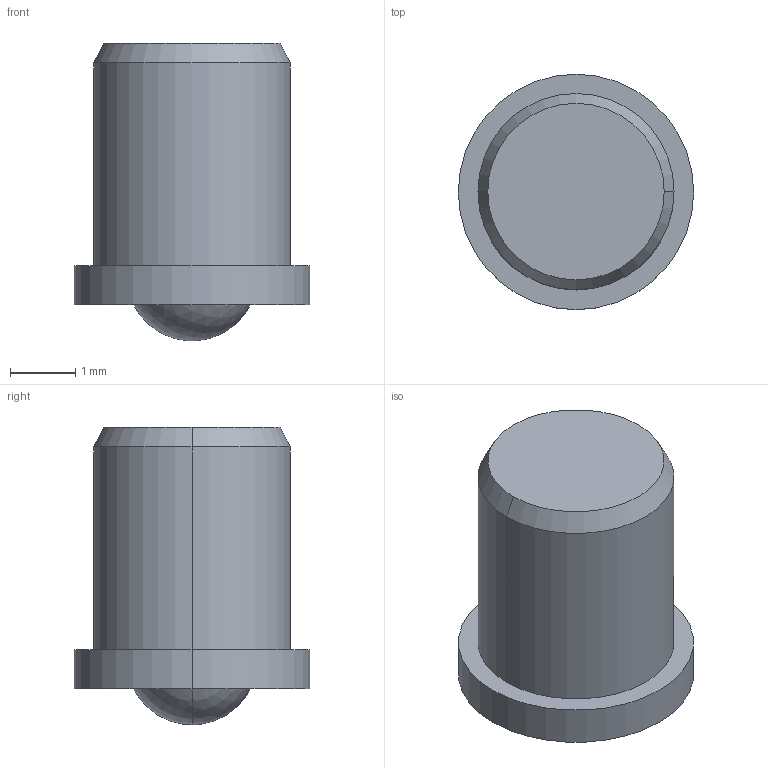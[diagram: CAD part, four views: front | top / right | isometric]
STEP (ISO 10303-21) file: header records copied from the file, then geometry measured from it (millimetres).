
FILE_DESCRIPTION(('STEP AP214'),'1');
FILE_NAME('HALDERN_EH_22080_0403.stp','2018-01-15T14:52:57',('TraceParts'),('TraceParts S.A.'),'Spatial InterOp 3D',' ',' ');
FILE_SCHEMA(('automotive_design'));
Length unit declared in the file: millimetre
Products named in the file (1): HALDERN_EH_22080_0403
Bounding box: 3.6 x 3.6 x 4.55 mm (x, y, z)
Volume: 23.2 mm3; surface area: 86.9 mm2
Topology: 1 solids, 2 shells, 17 faces, 30 edges, 20 vertices
Faces by surface type: cylinder 6, plane 5, sphere 4, cone 2
Entity records: 576 total; most frequent: DIRECTION 88, CARTESIAN_POINT 68, ORIENTED_EDGE 60, AXIS2_PLACEMENT_3D 40, EDGE_CURVE 30, CIRCLE 22, EDGE_LOOP 20, VERTEX_POINT 20
